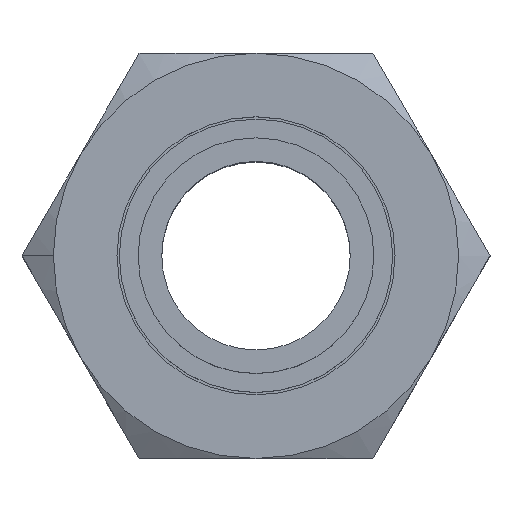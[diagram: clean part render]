
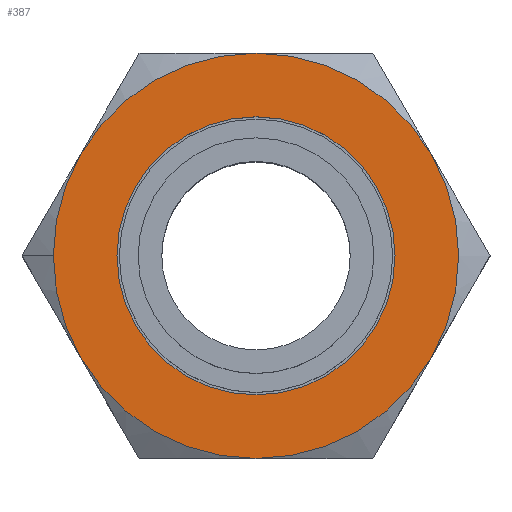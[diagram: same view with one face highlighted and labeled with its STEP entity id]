
A CAD part, top view. The second image highlights one B-rep face of the part: STEP entity #387.
In plain terms, the highlighted planar face has unit normal (0, 0, 1).
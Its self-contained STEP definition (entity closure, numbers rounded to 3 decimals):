
#6 = VERTEX_POINT ( 'NONE', #586 ) ;
#327 = EDGE_CURVE ( 'NONE', #1590, #2302, #1154, .T. ) ;
#371 = ORIENTED_EDGE ( 'NONE', *, *, #327, .T. ) ;
#372 = ORIENTED_EDGE ( 'NONE', *, *, #2309, .T. ) ;
#373 = ORIENTED_EDGE ( 'NONE', *, *, #1578, .T. ) ;
#374 = ORIENTED_EDGE ( 'NONE', *, *, #2314, .T. ) ;
#375 = ORIENTED_EDGE ( 'NONE', *, *, #1600, .T. ) ;
#376 = ORIENTED_EDGE ( 'NONE', *, *, #1580, .T. ) ;
#386 = EDGE_CURVE ( 'NONE', #1612, #6, #1283, .T. ) ;
#387 = ADVANCED_FACE ( 'NONE', ( #1279, #1278 ), #1277, .F. ) ;
#388 = EDGE_LOOP ( 'NONE', ( #389, #390 ) ) ;
#389 = ORIENTED_EDGE ( 'NONE', *, *, #386, .F. ) ;
#390 = ORIENTED_EDGE ( 'NONE', *, *, #1613, .F. ) ;
#391 = EDGE_LOOP ( 'NONE', ( #392, #371, #372, #373, #374, #375, #376 ) ) ;
#392 = ORIENTED_EDGE ( 'NONE', *, *, #1589, .T. ) ;
#563 = DIRECTION ( 'NONE',  ( 1., 0., 0. ) ) ;
#586 = CARTESIAN_POINT ( 'NONE',  ( -14.75, 0., 10. ) ) ;
#1140 = DIRECTION ( 'NONE',  ( 1., 0., 0. ) ) ;
#1141 = DIRECTION ( 'NONE',  ( 0., 0., 1. ) ) ;
#1142 = CARTESIAN_POINT ( 'NONE',  ( 0., 0., 10. ) ) ;
#1153 = AXIS2_PLACEMENT_3D ( 'NONE', #1142, #1141, #1140 ) ;
#1154 = CIRCLE ( 'NONE', #1153, 21.5 ) ;
#1272 = DIRECTION ( 'NONE',  ( -1., 0., 0. ) ) ;
#1273 = DIRECTION ( 'NONE',  ( 0., 0., -1. ) ) ;
#1274 = AXIS2_PLACEMENT_3D ( 'NONE', #1276, #1273, #1272 ) ;
#1276 = CARTESIAN_POINT ( 'NONE',  ( 0., 21.5, 10. ) ) ;
#1277 = PLANE ( 'NONE',  #1274 ) ;
#1278 = FACE_OUTER_BOUND ( 'NONE', #391, .T. ) ;
#1279 = FACE_BOUND ( 'NONE', #388, .T. ) ;
#1280 = DIRECTION ( 'NONE',  ( 1., 0., 0. ) ) ;
#1281 = DIRECTION ( 'NONE',  ( 0., 0., 1. ) ) ;
#1282 = AXIS2_PLACEMENT_3D ( 'NONE', #1287, #1281, #1280 ) ;
#1283 = CIRCLE ( 'NONE', #1282, 14.75 ) ;
#1287 = CARTESIAN_POINT ( 'NONE',  ( 0., 0., 10. ) ) ;
#1537 = DIRECTION ( 'NONE',  ( 0., 0., 1. ) ) ;
#1538 = CARTESIAN_POINT ( 'NONE',  ( 0., 0., 10. ) ) ;
#1539 = AXIS2_PLACEMENT_3D ( 'NONE', #1538, #1537, #563 ) ;
#1545 = CIRCLE ( 'NONE', #1539, 21.5 ) ;
#1548 = DIRECTION ( 'NONE',  ( 1., 0., 0. ) ) ;
#1549 = DIRECTION ( 'NONE',  ( 0., 0., 1. ) ) ;
#1550 = CARTESIAN_POINT ( 'NONE',  ( 0., 0., 10. ) ) ;
#1551 = AXIS2_PLACEMENT_3D ( 'NONE', #1550, #1549, #1548 ) ;
#1552 = CIRCLE ( 'NONE', #1551, 21.5 ) ;
#1567 = CARTESIAN_POINT ( 'NONE',  ( -21.5, 0., 10. ) ) ;
#1570 = CARTESIAN_POINT ( 'NONE',  ( -18.62, -10.75, 10. ) ) ;
#1572 = VERTEX_POINT ( 'NONE', #1570 ) ;
#1574 = VERTEX_POINT ( 'NONE', #1567 ) ;
#1578 = EDGE_CURVE ( 'NONE', #1574, #1572, #1552, .T. ) ;
#1580 = EDGE_CURVE ( 'NONE', #1582, #1593, #1545, .T. ) ;
#1582 = VERTEX_POINT ( 'NONE', #1656 ) ;
#1589 = EDGE_CURVE ( 'NONE', #1593, #1590, #1643, .T. ) ;
#1590 = VERTEX_POINT ( 'NONE', #1685 ) ;
#1593 = VERTEX_POINT ( 'NONE', #1684 ) ;
#1599 = VERTEX_POINT ( 'NONE', #1663 ) ;
#1600 = EDGE_CURVE ( 'NONE', #1599, #1582, #1661, .T. ) ;
#1612 = VERTEX_POINT ( 'NONE', #1732 ) ;
#1613 = EDGE_CURVE ( 'NONE', #6, #1612, #1731, .T. ) ;
#1638 = DIRECTION ( 'NONE',  ( 1., 0., 0. ) ) ;
#1639 = DIRECTION ( 'NONE',  ( 0., 0., 1. ) ) ;
#1640 = CARTESIAN_POINT ( 'NONE',  ( 0., 0., 10. ) ) ;
#1641 = AXIS2_PLACEMENT_3D ( 'NONE', #1640, #1639, #1638 ) ;
#1643 = CIRCLE ( 'NONE', #1641, 21.5 ) ;
#1656 = CARTESIAN_POINT ( 'NONE',  ( 18.62, -10.75, 10. ) ) ;
#1657 = DIRECTION ( 'NONE',  ( 1., 0., 0. ) ) ;
#1658 = DIRECTION ( 'NONE',  ( 0., 0., 1. ) ) ;
#1659 = CARTESIAN_POINT ( 'NONE',  ( 0., 0., 10. ) ) ;
#1660 = AXIS2_PLACEMENT_3D ( 'NONE', #1659, #1658, #1657 ) ;
#1661 = CIRCLE ( 'NONE', #1660, 21.5 ) ;
#1663 = CARTESIAN_POINT ( 'NONE',  ( 0., -21.5, 10. ) ) ;
#1684 = CARTESIAN_POINT ( 'NONE',  ( 18.62, 10.75, 10. ) ) ;
#1685 = CARTESIAN_POINT ( 'NONE',  ( 0., 21.5, 10. ) ) ;
#1727 = DIRECTION ( 'NONE',  ( 1., 0., 0. ) ) ;
#1728 = DIRECTION ( 'NONE',  ( 0., 0., 1. ) ) ;
#1729 = CARTESIAN_POINT ( 'NONE',  ( 0., 0., 10. ) ) ;
#1730 = AXIS2_PLACEMENT_3D ( 'NONE', #1729, #1728, #1727 ) ;
#1731 = CIRCLE ( 'NONE', #1730, 14.75 ) ;
#1732 = CARTESIAN_POINT ( 'NONE',  ( 14.75, 0., 10. ) ) ;
#1786 = DIRECTION ( 'NONE',  ( 1., 0., 0. ) ) ;
#1787 = DIRECTION ( 'NONE',  ( 0., 0., 1. ) ) ;
#1788 = CARTESIAN_POINT ( 'NONE',  ( 0., 0., 10. ) ) ;
#1789 = AXIS2_PLACEMENT_3D ( 'NONE', #1788, #1787, #1786 ) ;
#1790 = CIRCLE ( 'NONE', #1789, 21.5 ) ;
#1799 = CARTESIAN_POINT ( 'NONE',  ( -18.62, 10.75, 10. ) ) ;
#1813 = DIRECTION ( 'NONE',  ( 1., 0., 0. ) ) ;
#1814 = DIRECTION ( 'NONE',  ( 0., 0., 1. ) ) ;
#1815 = CARTESIAN_POINT ( 'NONE',  ( 0., 0., 10. ) ) ;
#1816 = AXIS2_PLACEMENT_3D ( 'NONE', #1815, #1814, #1813 ) ;
#1817 = CIRCLE ( 'NONE', #1816, 21.5 ) ;
#2302 = VERTEX_POINT ( 'NONE', #1799 ) ;
#2309 = EDGE_CURVE ( 'NONE', #2302, #1574, #1790, .T. ) ;
#2314 = EDGE_CURVE ( 'NONE', #1572, #1599, #1817, .T. ) ;
